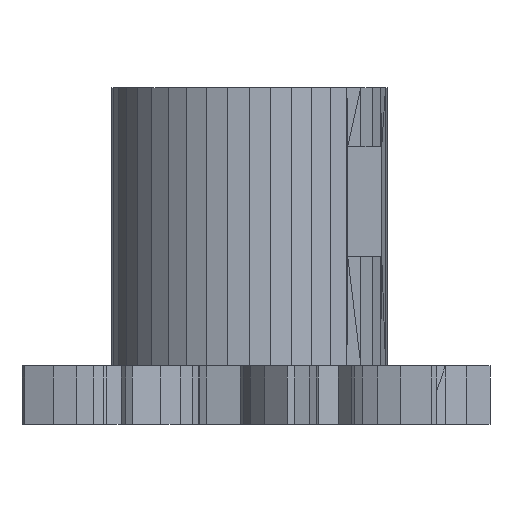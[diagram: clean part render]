
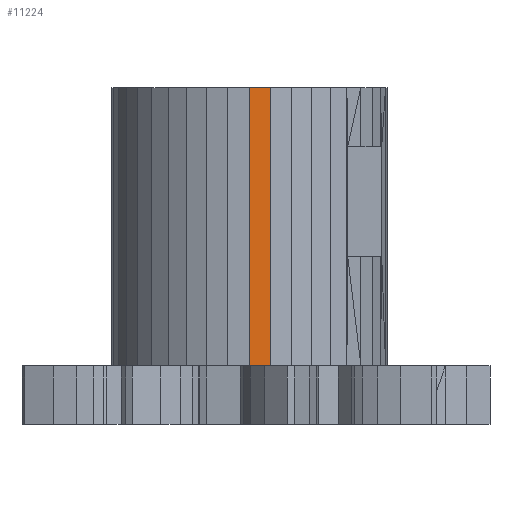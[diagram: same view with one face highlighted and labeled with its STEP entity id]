
A CAD part, front view. The second image highlights one B-rep face of the part: STEP entity #11224.
In plain terms, the highlighted planar face has unit normal (0.079, -0.997, 0).
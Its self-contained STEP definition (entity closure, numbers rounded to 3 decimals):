
#164 = PLANE('',#165);
#165 = AXIS2_PLACEMENT_3D('',#166,#167,#168);
#166 = CARTESIAN_POINT('',(-5.663,-4.115,
    0.));
#167 = DIRECTION('',(0.,0.,-1.));
#168 = DIRECTION('',(0.,-1.,0.));
#322 = VERTEX_POINT('',#323);
#323 = CARTESIAN_POINT('',(0.,-7.,0.));
#337 = PLANE('',#338);
#338 = AXIS2_PLACEMENT_3D('',#339,#340,#341);
#339 = CARTESIAN_POINT('',(-0.548,-6.957,
    -7.069));
#340 = DIRECTION('',(0.078,0.997,0.));
#341 = DIRECTION('',(0.997,-0.078,0.));
#349 = EDGE_CURVE('',#350,#322,#352,.T.);
#350 = VERTEX_POINT('',#351);
#351 = CARTESIAN_POINT('',(1.095,-6.914,
    0.));
#352 = SURFACE_CURVE('',#353,(#357,#364),.PCURVE_S1.);
#353 = LINE('',#354,#355);
#354 = CARTESIAN_POINT('',(1.095,-6.914,
    0.));
#355 = VECTOR('',#356,1.);
#356 = DIRECTION('',(-0.997,-0.078,
    0.));
#357 = PCURVE('',#164,#358);
#358 = DEFINITIONAL_REPRESENTATION('',(#359),#363);
#359 = LINE('',#360,#361);
#360 = CARTESIAN_POINT('',(2.799,-6.758));
#361 = VECTOR('',#362,1.);
#362 = DIRECTION('',(0.078,0.997));
#363 = ( GEOMETRIC_REPRESENTATION_CONTEXT(2) 
PARAMETRIC_REPRESENTATION_CONTEXT() REPRESENTATION_CONTEXT('2D SPACE',''
  ) );
#364 = PCURVE('',#365,#370);
#365 = PLANE('',#366);
#366 = AXIS2_PLACEMENT_3D('',#367,#368,#369);
#367 = CARTESIAN_POINT('',(0.548,-6.957,
    -7.069));
#368 = DIRECTION('',(-0.078,0.997,0.));
#369 = DIRECTION('',(0.997,0.078,0.));
#370 = DEFINITIONAL_REPRESENTATION('',(#371),#375);
#371 = LINE('',#372,#373);
#372 = CARTESIAN_POINT('',(0.549,-7.069));
#373 = VECTOR('',#374,1.);
#374 = DIRECTION('',(-1.,0.));
#375 = ( GEOMETRIC_REPRESENTATION_CONTEXT(2) 
PARAMETRIC_REPRESENTATION_CONTEXT() REPRESENTATION_CONTEXT('2D SPACE',''
  ) );
#393 = PLANE('',#394);
#394 = AXIS2_PLACEMENT_3D('',#395,#396,#397);
#395 = CARTESIAN_POINT('',(1.629,-6.786,-7.069
    ));
#396 = DIRECTION('',(-0.233,0.972,0.
    ));
#397 = DIRECTION('',(0.972,0.233,0.)
  );
#4442 = PLANE('',#4443);
#4443 = AXIS2_PLACEMENT_3D('',#4444,#4445,#4446);
#4444 = CARTESIAN_POINT('',(-7.463,0.906,
    -14.137));
#4445 = DIRECTION('',(0.,0.,1.));
#4446 = DIRECTION('',(1.,0.,0.));
#11224 = ADVANCED_FACE('',(#11225),#365,.F.);
#11225 = FACE_BOUND('',#11226,.T.);
#11226 = EDGE_LOOP('',(#11227,#11228,#11251,#11274));
#11227 = ORIENTED_EDGE('',*,*,#349,.T.);
#11228 = ORIENTED_EDGE('',*,*,#11229,.T.);
#11229 = EDGE_CURVE('',#322,#11230,#11232,.T.);
#11230 = VERTEX_POINT('',#11231);
#11231 = CARTESIAN_POINT('',(0.,-7.,-14.137));
#11232 = SURFACE_CURVE('',#11233,(#11237,#11244),.PCURVE_S1.);
#11233 = LINE('',#11234,#11235);
#11234 = CARTESIAN_POINT('',(0.,-7.,0.));
#11235 = VECTOR('',#11236,1.);
#11236 = DIRECTION('',(0.,0.,-1.));
#11237 = PCURVE('',#365,#11238);
#11238 = DEFINITIONAL_REPRESENTATION('',(#11239),#11243);
#11239 = LINE('',#11240,#11241);
#11240 = CARTESIAN_POINT('',(-0.549,-7.069));
#11241 = VECTOR('',#11242,1.);
#11242 = DIRECTION('',(0.,1.));
#11243 = ( GEOMETRIC_REPRESENTATION_CONTEXT(2) 
PARAMETRIC_REPRESENTATION_CONTEXT() REPRESENTATION_CONTEXT('2D SPACE',''
  ) );
#11244 = PCURVE('',#337,#11245);
#11245 = DEFINITIONAL_REPRESENTATION('',(#11246),#11250);
#11246 = LINE('',#11247,#11248);
#11247 = CARTESIAN_POINT('',(0.549,-7.069));
#11248 = VECTOR('',#11249,1.);
#11249 = DIRECTION('',(0.,1.));
#11250 = ( GEOMETRIC_REPRESENTATION_CONTEXT(2) 
PARAMETRIC_REPRESENTATION_CONTEXT() REPRESENTATION_CONTEXT('2D SPACE',''
  ) );
#11251 = ORIENTED_EDGE('',*,*,#11252,.F.);
#11252 = EDGE_CURVE('',#11253,#11230,#11255,.T.);
#11253 = VERTEX_POINT('',#11254);
#11254 = CARTESIAN_POINT('',(1.095,-6.914,
    -14.137));
#11255 = SURFACE_CURVE('',#11256,(#11260,#11267),.PCURVE_S1.);
#11256 = LINE('',#11257,#11258);
#11257 = CARTESIAN_POINT('',(1.095,-6.914,
    -14.137));
#11258 = VECTOR('',#11259,1.);
#11259 = DIRECTION('',(-0.997,-0.078,0.));
#11260 = PCURVE('',#365,#11261);
#11261 = DEFINITIONAL_REPRESENTATION('',(#11262),#11266);
#11262 = LINE('',#11263,#11264);
#11263 = CARTESIAN_POINT('',(0.549,7.069));
#11264 = VECTOR('',#11265,1.);
#11265 = DIRECTION('',(-1.,0.));
#11266 = ( GEOMETRIC_REPRESENTATION_CONTEXT(2) 
PARAMETRIC_REPRESENTATION_CONTEXT() REPRESENTATION_CONTEXT('2D SPACE',''
  ) );
#11267 = PCURVE('',#4442,#11268);
#11268 = DEFINITIONAL_REPRESENTATION('',(#11269),#11273);
#11269 = LINE('',#11270,#11271);
#11270 = CARTESIAN_POINT('',(8.558,-7.82));
#11271 = VECTOR('',#11272,1.);
#11272 = DIRECTION('',(-0.997,-0.078));
#11273 = ( GEOMETRIC_REPRESENTATION_CONTEXT(2) 
PARAMETRIC_REPRESENTATION_CONTEXT() REPRESENTATION_CONTEXT('2D SPACE',''
  ) );
#11274 = ORIENTED_EDGE('',*,*,#11275,.T.);
#11275 = EDGE_CURVE('',#11253,#350,#11276,.T.);
#11276 = SURFACE_CURVE('',#11277,(#11281,#11288),.PCURVE_S1.);
#11277 = LINE('',#11278,#11279);
#11278 = CARTESIAN_POINT('',(1.095,-6.914,
    -14.137));
#11279 = VECTOR('',#11280,1.);
#11280 = DIRECTION('',(0.,0.,1.));
#11281 = PCURVE('',#365,#11282);
#11282 = DEFINITIONAL_REPRESENTATION('',(#11283),#11287);
#11283 = LINE('',#11284,#11285);
#11284 = CARTESIAN_POINT('',(0.549,7.069));
#11285 = VECTOR('',#11286,1.);
#11286 = DIRECTION('',(0.,-1.));
#11287 = ( GEOMETRIC_REPRESENTATION_CONTEXT(2) 
PARAMETRIC_REPRESENTATION_CONTEXT() REPRESENTATION_CONTEXT('2D SPACE',''
  ) );
#11288 = PCURVE('',#393,#11289);
#11289 = DEFINITIONAL_REPRESENTATION('',(#11290),#11294);
#11290 = LINE('',#11291,#11292);
#11291 = CARTESIAN_POINT('',(-0.549,7.069));
#11292 = VECTOR('',#11293,1.);
#11293 = DIRECTION('',(0.,-1.));
#11294 = ( GEOMETRIC_REPRESENTATION_CONTEXT(2) 
PARAMETRIC_REPRESENTATION_CONTEXT() REPRESENTATION_CONTEXT('2D SPACE',''
  ) );
